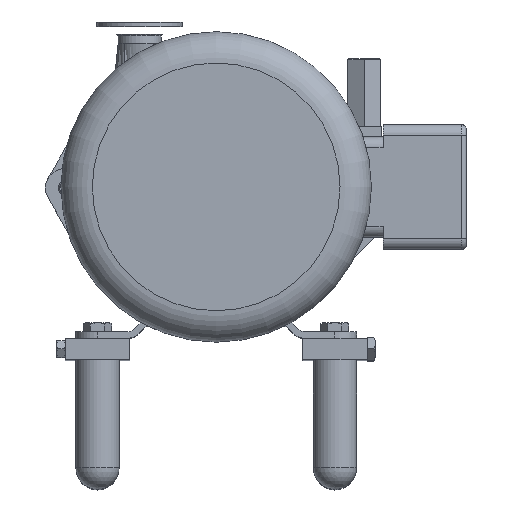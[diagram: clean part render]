
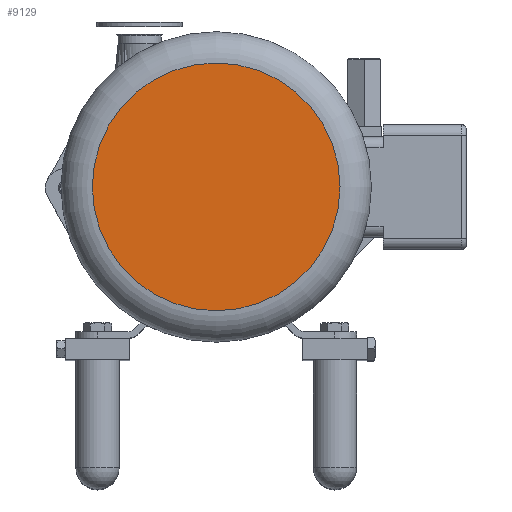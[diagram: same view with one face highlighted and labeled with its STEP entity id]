
A CAD part, top view. The second image highlights one B-rep face of the part: STEP entity #9129.
In plain terms, the highlighted planar face has unit normal (0, 0, 1).
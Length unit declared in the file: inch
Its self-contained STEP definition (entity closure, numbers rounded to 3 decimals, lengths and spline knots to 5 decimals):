
#1822=PLANE('',#9936);
#2279=FACE_OUTER_BOUND('',#2815,.T.);
#2815=EDGE_LOOP('',(#7778,#7779));
#3231=CIRCLE('',#9937,2.869);
#3232=CIRCLE('',#9938,2.869);
#4226=VERTEX_POINT('',#15946);
#4227=VERTEX_POINT('',#15947);
#5456=EDGE_CURVE('',#4226,#4227,#3231,.T.);
#5457=EDGE_CURVE('',#4227,#4226,#3232,.T.);
#7778=ORIENTED_EDGE('',*,*,#5456,.F.);
#7779=ORIENTED_EDGE('',*,*,#5457,.F.);
#9129=ADVANCED_FACE('',(#2279),#1822,.T.);
#9936=AXIS2_PLACEMENT_3D('',#15945,#12046,#12047);
#9937=AXIS2_PLACEMENT_3D('',#15948,#12048,#12049);
#9938=AXIS2_PLACEMENT_3D('',#15949,#12050,#12051);
#12046=DIRECTION('center_axis',(0.,0.,
1.));
#12047=DIRECTION('ref_axis',(0.,1.,0.));
#12048=DIRECTION('center_axis',(0.,0.,
-1.));
#12049=DIRECTION('ref_axis',(1.,0.,0.));
#12050=DIRECTION('center_axis',(0.,0.,
-1.));
#12051=DIRECTION('ref_axis',(1.,0.,0.));
#15945=CARTESIAN_POINT('Origin',(-3.595,0.,15.67787));
#15946=CARTESIAN_POINT('',(-2.869,0.,15.67787));
#15947=CARTESIAN_POINT('',(0.,2.869,15.67787));
#15948=CARTESIAN_POINT('Origin',(0.,0.,15.67787));
#15949=CARTESIAN_POINT('Origin',(0.,0.,15.67787));
